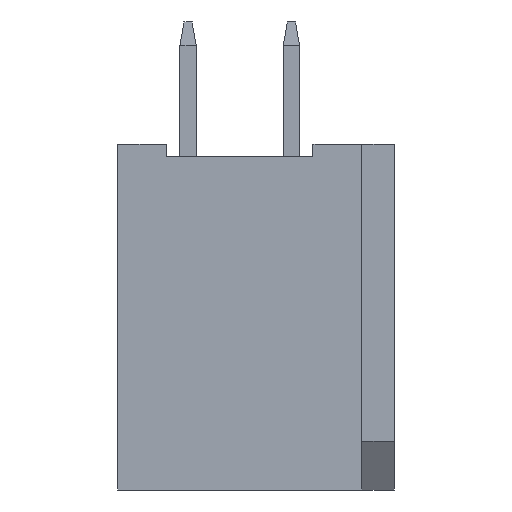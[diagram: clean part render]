
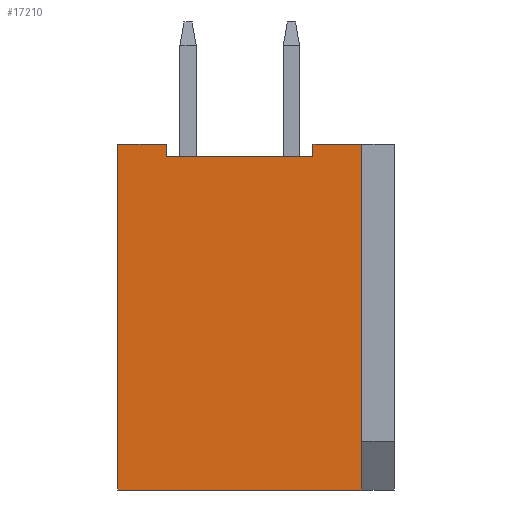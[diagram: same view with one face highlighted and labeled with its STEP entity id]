
A CAD part, left-side view. The second image highlights one B-rep face of the part: STEP entity #17210.
In plain terms, the highlighted planar face has unit normal (-1, 0, 0).
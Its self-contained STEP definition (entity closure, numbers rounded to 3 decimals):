
#517 = EDGE_CURVE ( 'NONE', #7393, #22578, #28481, .T. ) ;
#529 = EDGE_LOOP ( 'NONE', ( #6102, #6748, #29745, #21962, #32236, #3029, #32297, #4703 ) ) ;
#699 = VECTOR ( 'NONE', #18939, 1000. ) ;
#1603 = DIRECTION ( 'NONE',  ( 0., -1., 0. ) ) ;
#2049 = VECTOR ( 'NONE', #26562, 1000. ) ;
#2686 = EDGE_CURVE ( 'NONE', #7316, #14678, #25497, .T. ) ;
#3029 = ORIENTED_EDGE ( 'NONE', *, *, #28798, .F. ) ;
#3867 = VECTOR ( 'NONE', #28245, 1000. ) ;
#4605 = CARTESIAN_POINT ( 'NONE',  ( -12.95, 0., 8.5 ) ) ;
#4703 = ORIENTED_EDGE ( 'NONE', *, *, #2686, .F. ) ;
#5522 = EDGE_CURVE ( 'NONE', #18259, #25709, #19247, .T. ) ;
#6102 = ORIENTED_EDGE ( 'NONE', *, *, #16120, .F. ) ;
#6744 = PLANE ( 'NONE',  #7502 ) ;
#6748 = ORIENTED_EDGE ( 'NONE', *, *, #517, .F. ) ;
#7099 = CARTESIAN_POINT ( 'NONE',  ( -12.95, -1.8, 8.5 ) ) ;
#7148 = CARTESIAN_POINT ( 'NONE',  ( -12.95, -1.8, 8.2 ) ) ;
#7316 = VERTEX_POINT ( 'NONE', #9216 ) ;
#7393 = VERTEX_POINT ( 'NONE', #7148 ) ;
#7502 = AXIS2_PLACEMENT_3D ( 'NONE', #35468, #27214, #10303 ) ;
#8219 = CARTESIAN_POINT ( 'NONE',  ( -12.95, -3., 8.5 ) ) ;
#9216 = CARTESIAN_POINT ( 'NONE',  ( -12.95, -3., 8.5 ) ) ;
#10100 = LINE ( 'NONE', #32827, #29446 ) ;
#10303 = DIRECTION ( 'NONE',  ( 0., 1., 0. ) ) ;
#10410 = VERTEX_POINT ( 'NONE', #19850 ) ;
#10776 = LINE ( 'NONE', #25067, #3867 ) ;
#11570 = CARTESIAN_POINT ( 'NONE',  ( -12.95, -3., 0. ) ) ;
#12812 = EDGE_CURVE ( 'NONE', #25709, #10410, #32667, .T. ) ;
#14678 = VERTEX_POINT ( 'NONE', #11570 ) ;
#16120 = EDGE_CURVE ( 'NONE', #22578, #7316, #10100, .T. ) ;
#16199 = VECTOR ( 'NONE', #1603, 1000. ) ;
#16818 = LINE ( 'NONE', #20748, #2049 ) ;
#17097 = VERTEX_POINT ( 'NONE', #31571 ) ;
#17210 = ADVANCED_FACE ( 'NONE', ( #33221 ), #6744, .F. ) ;
#18201 = CARTESIAN_POINT ( 'NONE',  ( -12.95, 3., 8.5 ) ) ;
#18259 = VERTEX_POINT ( 'NONE', #18201 ) ;
#18939 = DIRECTION ( 'NONE',  ( 0., -1., 0. ) ) ;
#19247 = LINE ( 'NONE', #4605, #16199 ) ;
#19677 = DIRECTION ( 'NONE',  ( 0., 0., -1. ) ) ;
#19850 = CARTESIAN_POINT ( 'NONE',  ( -12.95, 1.8, 8.2 ) ) ;
#20748 = CARTESIAN_POINT ( 'NONE',  ( -12.95, 19.008, 0. ) ) ;
#21947 = CARTESIAN_POINT ( 'NONE',  ( -12.95, -1.07, 8.2 ) ) ;
#21962 = ORIENTED_EDGE ( 'NONE', *, *, #12812, .F. ) ;
#22578 = VERTEX_POINT ( 'NONE', #7099 ) ;
#23115 = CARTESIAN_POINT ( 'NONE',  ( -12.95, 1.8, 8.5 ) ) ;
#23691 = EDGE_CURVE ( 'NONE', #10410, #7393, #30202, .T. ) ;
#24136 = VECTOR ( 'NONE', #19677, 1000. ) ;
#24220 = CARTESIAN_POINT ( 'NONE',  ( -12.95, 1.8, 8.5 ) ) ;
#24792 = DIRECTION ( 'NONE',  ( 0., 0., 1. ) ) ;
#25067 = CARTESIAN_POINT ( 'NONE',  ( -12.95, 3., 8.5 ) ) ;
#25497 = LINE ( 'NONE', #8219, #24136 ) ;
#25709 = VERTEX_POINT ( 'NONE', #23115 ) ;
#26039 = CARTESIAN_POINT ( 'NONE',  ( -12.95, -1.8, 8.5 ) ) ;
#26458 = EDGE_CURVE ( 'NONE', #17097, #14678, #16818, .T. ) ;
#26562 = DIRECTION ( 'NONE',  ( 0., -1., 0. ) ) ;
#27214 = DIRECTION ( 'NONE',  ( 1., 0., 0. ) ) ;
#28245 = DIRECTION ( 'NONE',  ( 0., 0., 1. ) ) ;
#28481 = LINE ( 'NONE', #26039, #29654 ) ;
#28798 = EDGE_CURVE ( 'NONE', #17097, #18259, #10776, .T. ) ;
#29446 = VECTOR ( 'NONE', #30196, 1000. ) ;
#29654 = VECTOR ( 'NONE', #24792, 1000. ) ;
#29745 = ORIENTED_EDGE ( 'NONE', *, *, #23691, .F. ) ;
#30196 = DIRECTION ( 'NONE',  ( 0., -1., 0. ) ) ;
#30202 = LINE ( 'NONE', #21947, #699 ) ;
#31571 = CARTESIAN_POINT ( 'NONE',  ( -12.95, 3., 0. ) ) ;
#32236 = ORIENTED_EDGE ( 'NONE', *, *, #5522, .F. ) ;
#32297 = ORIENTED_EDGE ( 'NONE', *, *, #26458, .T. ) ;
#32667 = LINE ( 'NONE', #24220, #35489 ) ;
#32827 = CARTESIAN_POINT ( 'NONE',  ( -12.95, 0., 8.5 ) ) ;
#33221 = FACE_OUTER_BOUND ( 'NONE', #529, .T. ) ;
#35118 = DIRECTION ( 'NONE',  ( 0., 0., -1. ) ) ;
#35468 = CARTESIAN_POINT ( 'NONE',  ( -12.95, 19.008, 51.4 ) ) ;
#35489 = VECTOR ( 'NONE', #35118, 1000. ) ;
